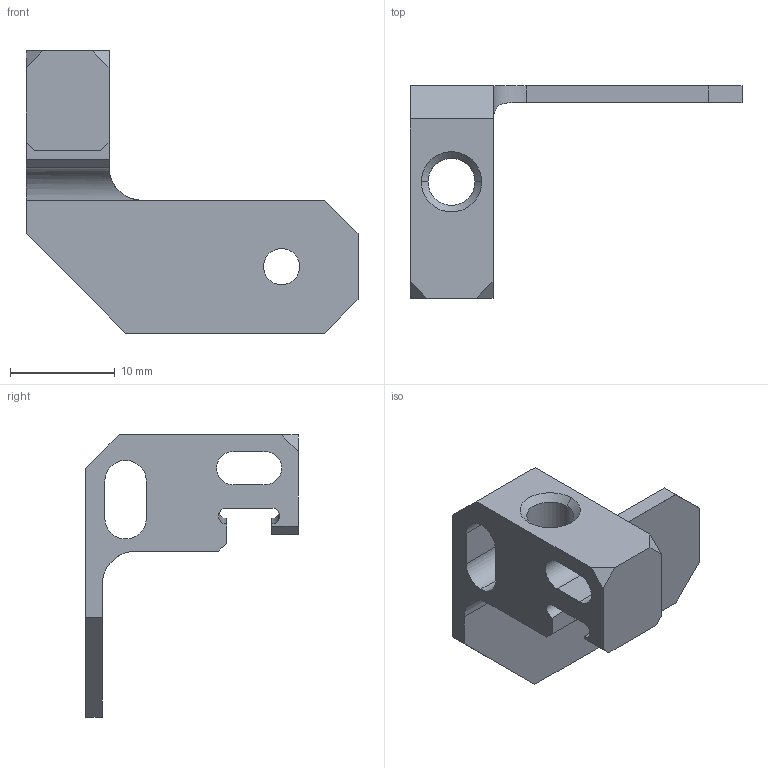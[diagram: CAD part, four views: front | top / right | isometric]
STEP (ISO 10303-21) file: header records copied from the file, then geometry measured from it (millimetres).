
FILE_DESCRIPTION (( 'STEP AP214' ), '1' );
FILE_NAME ('D1400297-101-v5.STEP', '2016-02-18T23:45:14', ( '' ), ( '' ), 'SwSTEP 2.0', 'SolidWorks 2015', '' );
FILE_SCHEMA (( 'AUTOMOTIVE_DESIGN' ));
Length unit declared in the file: inch
Products named in the file (1): D1400297-101-v5
Bounding box: 31.75 x 20.32 x 26.99 mm (x, y, z)
Volume: 1616 mm3; surface area: 2090 mm2
Topology: 1 solids, 1 shells, 42 faces, 118 edges, 78 vertices
Faces by surface type: plane 27, cylinder 11, cone 2, bspline 2
Entity records: 1449 total; most frequent: CARTESIAN_POINT 302, ORIENTED_EDGE 236, DIRECTION 219, EDGE_CURVE 118, LINE 89, VECTOR 89, VERTEX_POINT 78, AXIS2_PLACEMENT_3D 65
